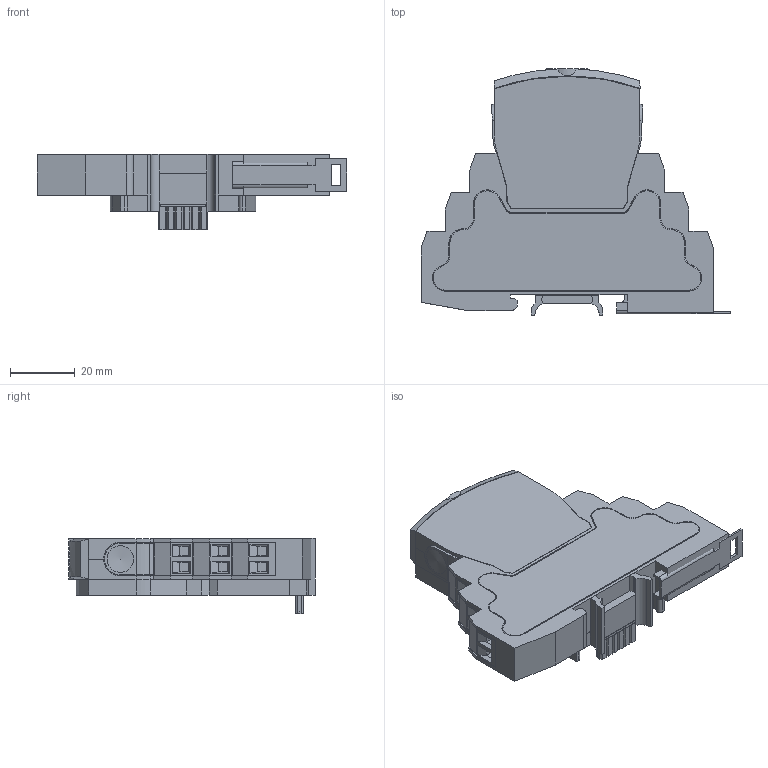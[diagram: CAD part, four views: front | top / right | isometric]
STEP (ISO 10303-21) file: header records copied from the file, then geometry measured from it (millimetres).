
FILE_DESCRIPTION (( 'STEP AP214' ), '1' );
FILE_NAME ('5080347.stp', '2022-07-11T09:56:50', ( '' ), ( '' ), 'SwSTEP 2.0', 'SolidWorks 2020', '' );
FILE_SCHEMA (( 'AUTOMOTIVE_DESIGN' ));
Length unit declared in the file: millimetre
Products named in the file (1): 5080347
Bounding box: 95.45 x 75.9 x 23.15 mm (x, y, z)
Volume: 52968.2 mm3; surface area: 53786.5 mm2
Topology: 18 solids, 18 shells, 2001 faces, 5136 edges, 3172 vertices
Faces by surface type: plane 1240, cylinder 453, bspline 142, cone 94, sphere 37, torus 35
Full cylindrical faces by diameter (mm): 0.75 x6, 0.8 x6, 1.54 x6, 1.8 x12, 2.7 x1, 2.9 x1, 3 x1, 4 x12, 5.9 x1, 6.1 x1, 10 x1, 12.5 x1
Entity records: 64289 total; most frequent: CARTESIAN_POINT 15404, ORIENTED_EDGE 9914, DIRECTION 9199, EDGE_CURVE 4957, VECTOR 3539, LINE 3539, VERTEX_POINT 3124, AXIS2_PLACEMENT_3D 2830
